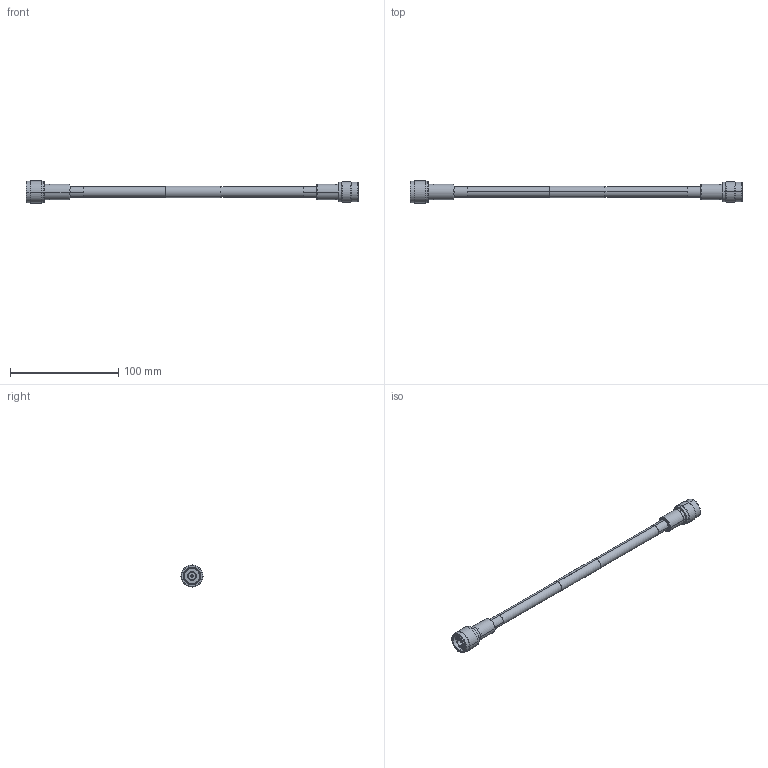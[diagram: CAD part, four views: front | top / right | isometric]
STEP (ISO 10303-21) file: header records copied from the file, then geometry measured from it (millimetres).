
FILE_DESCRIPTION (( 'STEP AP214' ), '1' );
FILE_NAME ('FMCA2536_3D.step', '2023-03-06T20:18:37', ( '' ), ( '' ), 'SwSTEP 2.0', 'SolidWorks 2022', '' );
FILE_SCHEMA (( 'AUTOMOTIVE_DESIGN' ));
Length unit declared in the file: inch
Products named in the file (6): heat shrink conn 2^FMCA2536_conn 1; FMCN1373^FMCA2536_CRIMPED; FMCA2536_3D; RG393 Ø.390 jacket^FMCA2536; SC9104^FMCA2536; heat shrink conn 1^FMCA2536_conn 1
Assembly tree (5 placements, depth 2):
  FMCA2536_3D
    RG393 Ø.390 jacket^FMCA2536
    SC9104^FMCA2536
    heat shrink conn 1^FMCA2536_conn 1
    FMCN1373^FMCA2536_CRIMPED
    heat shrink conn 2^FMCA2536_conn 1
Bounding box: 306.4 x 20.32 x 20.32 mm (x, y, z)
Volume: 28267.6 mm3; surface area: 25324.8 mm2
Topology: 7 solids, 7 shells, 275 faces, 627 edges, 387 vertices
Faces by surface type: cylinder 98, plane 95, cone 50, torus 29, bspline 3
Entity records: 9620 total; most frequent: CARTESIAN_POINT 2620, DIRECTION 1445, ORIENTED_EDGE 1254, EDGE_CURVE 627, AXIS2_PLACEMENT_3D 592, VERTEX_POINT 387, CIRCLE 312, EDGE_LOOP 304
